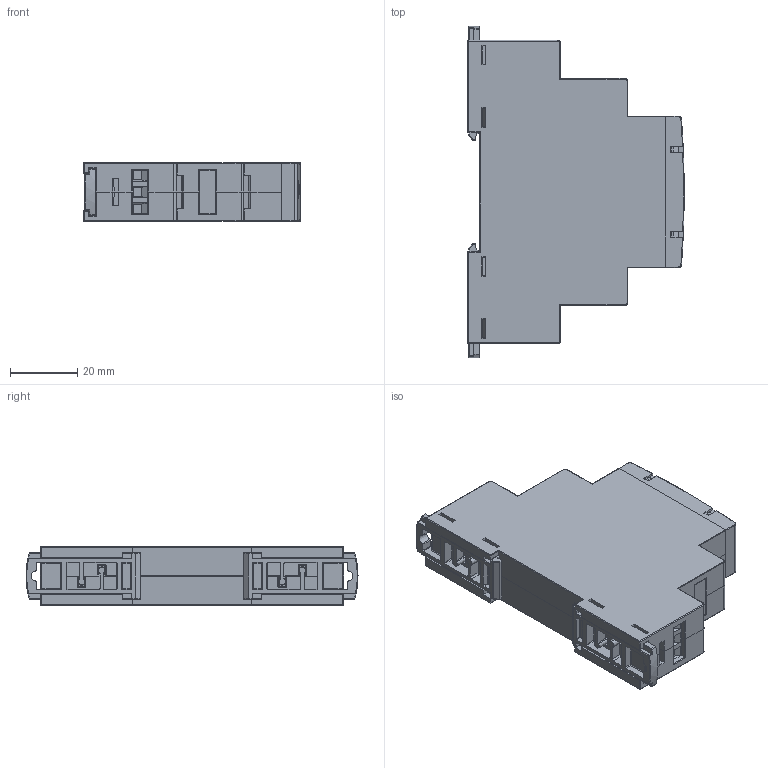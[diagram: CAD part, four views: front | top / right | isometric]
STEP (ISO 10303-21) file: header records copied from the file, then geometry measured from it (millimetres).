
FILE_DESCRIPTION (( 'STEP AP214' ), '1' );
FILE_NAME ('RPN-1A8-A230.STEP', '2018-02-01T10:02:22', ( '' ), ( '' ), 'SwSTEP 2.0', 'SolidWorks 2018', '' );
FILE_SCHEMA (( 'AUTOMOTIVE_DESIGN' ));
Length unit declared in the file: millimetre
Products named in the file (1): RPN-1A8-A230
Bounding box: 64.24 x 98.6 x 17.5 mm (x, y, z)
Volume: 24794.9 mm3; surface area: 39439.5 mm2
Topology: 13 solids, 15 shells, 2296 faces, 6016 edges, 3857 vertices
Faces by surface type: plane 1354, cylinder 549, bspline 208, torus 88, cone 53, sphere 44
Entity records: 105499 total; most frequent: CARTESIAN_POINT 25522, ORIENTED_EDGE 11992, DIRECTION 10339, EDGE_CURVE 5996, LINE 4111, VECTOR 4111, VERTEX_POINT 3857, AXIS2_PLACEMENT_3D 3114
